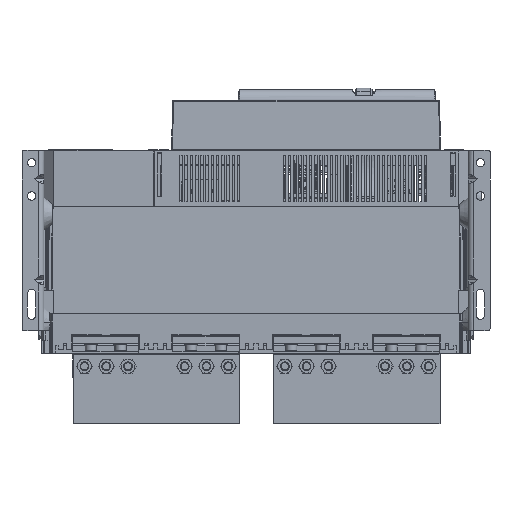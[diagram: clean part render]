
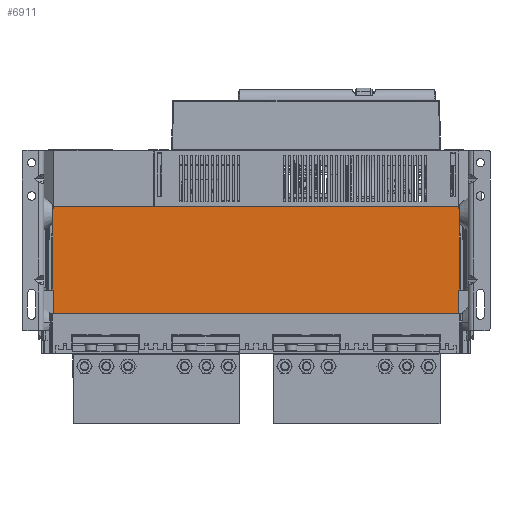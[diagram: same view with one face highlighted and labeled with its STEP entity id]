
A CAD part, front view. The second image highlights one B-rep face of the part: STEP entity #6911.
In plain terms, the highlighted planar face has unit normal (0, -1, 0.013).
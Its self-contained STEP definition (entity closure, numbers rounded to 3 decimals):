
#909=DIRECTION('',(-1.,0.,0.));
#910=VECTOR('',#909,465.793);
#911=CARTESIAN_POINT('',(11.397,-11.39,123.));
#912=LINE('',#911,#910);
#916=CARTESIAN_POINT('',(-454.397,-11.39,123.));
#3038=DIRECTION('',(1.,0.,0.));
#3039=VECTOR('',#3038,1.76);
#3040=CARTESIAN_POINT('',(10.846,-12.647,27.));
#3041=LINE('',#3040,#3039);
#3045=CARTESIAN_POINT('',(12.606,-12.647,27.));
#3113=DIRECTION('',(-0.017,-0.013,-1.));
#3114=VECTOR('',#3113,27.006);
#3115=CARTESIAN_POINT('',(10.846,-12.647,27.));
#3116=LINE('',#3115,#3114);
#3137=DIRECTION('',(0.013,0.013,1.));
#3138=VECTOR('',#3137,96.016);
#3139=CARTESIAN_POINT('',(-455.606,-12.647,27.));
#3140=LINE('',#3139,#3138);
#3141=DIRECTION('',(0.013,-0.013,-1.));
#3142=VECTOR('',#3141,96.016);
#3143=CARTESIAN_POINT('',(11.397,-11.39,123.));
#3144=LINE('',#3143,#3142);
#3145=DIRECTION('',(-1.,0.,0.));
#3146=VECTOR('',#3145,463.75);
#3147=CARTESIAN_POINT('',(10.375,-13.,0.));
#3148=LINE('',#3147,#3146);
#3190=DIRECTION('',(-1.,0.,0.));
#3191=VECTOR('',#3190,1.76);
#3192=CARTESIAN_POINT('',(-453.846,-12.647,27.));
#3193=LINE('',#3192,#3191);
#3226=DIRECTION('',(0.017,-0.013,-1.));
#3227=VECTOR('',#3226,27.006);
#3228=CARTESIAN_POINT('',(-453.846,-12.647,27.));
#3229=LINE('',#3228,#3227);
#4024=VERTEX_POINT('',#916);
#4025=CARTESIAN_POINT('',(-455.606,-12.647,27.));
#4026=VERTEX_POINT('',#4025);
#4030=VERTEX_POINT('',#3045);
#4031=CARTESIAN_POINT('',(11.397,-11.39,123.));
#4032=VERTEX_POINT('',#4031);
#4513=CARTESIAN_POINT('',(10.846,-12.647,27.));
#4514=VERTEX_POINT('',#4513);
#4515=CARTESIAN_POINT('',(-453.846,-12.647,27.));
#4516=VERTEX_POINT('',#4515);
#4517=CARTESIAN_POINT('',(-453.375,-13.,0.));
#4518=VERTEX_POINT('',#4517);
#4519=CARTESIAN_POINT('',(10.375,-13.,0.));
#4520=VERTEX_POINT('',#4519);
#6892=CARTESIAN_POINT('',(-476.007,-13.,0.));
#6893=DIRECTION('',(0.,-1.,0.013));
#6894=DIRECTION('',(-1.,0.,0.));
#6895=AXIS2_PLACEMENT_3D('',#6892,#6893,#6894);
#6896=PLANE('',#6895);
#6898=ORIENTED_EDGE('',*,*,#6897,.T.);
#6899=ORIENTED_EDGE('',*,*,#5323,.F.);
#6900=ORIENTED_EDGE('',*,*,#6775,.T.);
#6901=ORIENTED_EDGE('',*,*,#6806,.F.);
#6902=ORIENTED_EDGE('',*,*,#6875,.T.);
#6904=ORIENTED_EDGE('',*,*,#6903,.T.);
#6906=ORIENTED_EDGE('',*,*,#6905,.F.);
#6908=ORIENTED_EDGE('',*,*,#6907,.T.);
#6909=EDGE_LOOP('',(#6898,#6899,#6900,#6901,#6902,#6904,#6906,#6908));
#6910=FACE_OUTER_BOUND('',#6909,.F.);
#6911=ADVANCED_FACE('',(#6910),#6896,.T.);
#5323=EDGE_CURVE('',#4032,#4024,#912,.T.);
#6775=EDGE_CURVE('',#4032,#4030,#3144,.T.);
#6806=EDGE_CURVE('',#4514,#4030,#3041,.T.);
#6875=EDGE_CURVE('',#4514,#4520,#3116,.T.);
#6897=EDGE_CURVE('',#4026,#4024,#3140,.T.);
#6903=EDGE_CURVE('',#4520,#4518,#3148,.T.);
#6905=EDGE_CURVE('',#4516,#4518,#3229,.T.);
#6907=EDGE_CURVE('',#4516,#4026,#3193,.T.);
